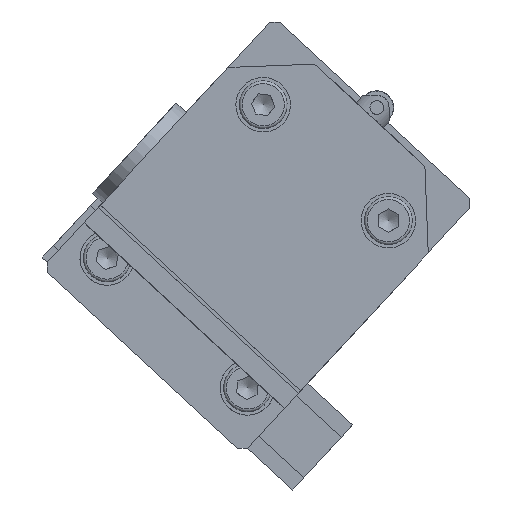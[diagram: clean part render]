
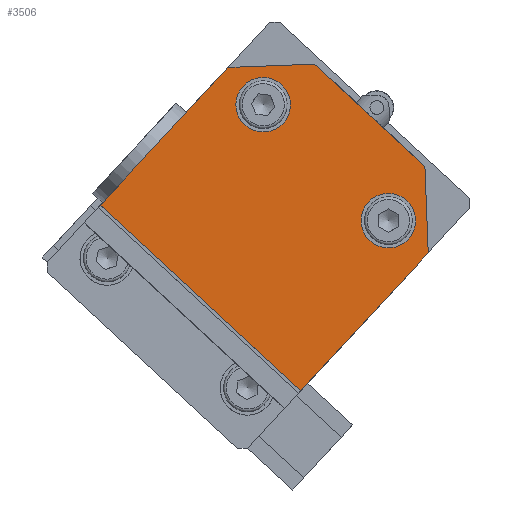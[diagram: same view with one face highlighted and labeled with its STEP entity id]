
A CAD part, left-side view. The second image highlights one B-rep face of the part: STEP entity #3506.
In plain terms, the highlighted planar face has unit normal (-1, 0, 0).
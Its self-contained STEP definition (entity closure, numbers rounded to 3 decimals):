
#215=LINE('',#5790,#449);
#219=LINE('',#5799,#453);
#223=LINE('',#5808,#457);
#227=LINE('',#5815,#461);
#229=LINE('',#5818,#463);
#230=LINE('',#5819,#464);
#449=VECTOR('',#4598,12.728);
#453=VECTOR('',#4604,40.);
#457=VECTOR('',#4610,12.728);
#461=VECTOR('',#4616,22.);
#463=VECTOR('',#4620,27.5);
#464=VECTOR('',#4621,27.5);
#658=PLANE('',#3837);
#766=FACE_BOUND('',#1237,.T.);
#767=FACE_BOUND('',#1238,.T.);
#953=FACE_OUTER_BOUND('',#1236,.T.);
#1236=EDGE_LOOP('',(#2793,#2794,#2795,#2796,#2797,#2798));
#1237=EDGE_LOOP('',(#2799));
#1238=EDGE_LOOP('',(#2800));
#1441=CIRCLE('',#3828,4.);
#1443=CIRCLE('',#3832,4.);
#1692=VERTEX_POINT('',#5779);
#1694=VERTEX_POINT('',#5785);
#1695=VERTEX_POINT('',#5788);
#1696=VERTEX_POINT('',#5789);
#1699=VERTEX_POINT('',#5797);
#1700=VERTEX_POINT('',#5798);
#1703=VERTEX_POINT('',#5806);
#1704=VERTEX_POINT('',#5807);
#2080=EDGE_CURVE('',#1692,#1692,#1441,.T.);
#2082=EDGE_CURVE('',#1694,#1694,#1443,.T.);
#2083=EDGE_CURVE('',#1695,#1696,#215,.T.);
#2087=EDGE_CURVE('',#1699,#1700,#219,.T.);
#2091=EDGE_CURVE('',#1703,#1704,#223,.T.);
#2095=EDGE_CURVE('',#1704,#1695,#227,.T.);
#2097=EDGE_CURVE('',#1700,#1703,#229,.T.);
#2098=EDGE_CURVE('',#1696,#1699,#230,.T.);
#2793=ORIENTED_EDGE('',*,*,#2083,.F.);
#2794=ORIENTED_EDGE('',*,*,#2095,.F.);
#2795=ORIENTED_EDGE('',*,*,#2091,.F.);
#2796=ORIENTED_EDGE('',*,*,#2097,.F.);
#2797=ORIENTED_EDGE('',*,*,#2087,.F.);
#2798=ORIENTED_EDGE('',*,*,#2098,.F.);
#2799=ORIENTED_EDGE('',*,*,#2080,.T.);
#2800=ORIENTED_EDGE('',*,*,#2082,.T.);
#3506=ADVANCED_FACE('',(#953,#766,#767),#658,.T.);
#3828=AXIS2_PLACEMENT_3D('',#5780,#4586,#4587);
#3832=AXIS2_PLACEMENT_3D('',#5786,#4594,#4595);
#3837=AXIS2_PLACEMENT_3D('',#5817,#4618,#4619);
#4586=DIRECTION('center_axis',(1.,0.,0.));
#4587=DIRECTION('ref_axis',(0.,-0.734,-0.68));
#4594=DIRECTION('center_axis',(1.,0.,0.));
#4595=DIRECTION('ref_axis',(0.,-0.734,-0.68));
#4598=DIRECTION('',(0.,-0.038,-0.999));
#4604=DIRECTION('',(0.,0.734,0.68));
#4610=DIRECTION('',(0.,-0.999,0.038));
#4616=DIRECTION('',(0.,-0.734,-0.68));
#4618=DIRECTION('center_axis',(-1.,0.,0.));
#4619=DIRECTION('ref_axis',(0.,-0.734,-0.68));
#4620=DIRECTION('',(0.,-0.68,0.734));
#4621=DIRECTION('',(0.,0.68,-0.734));
#5779=CARTESIAN_POINT('',(-338.411,-254.602,151.798));
#5780=CARTESIAN_POINT('Origin',(-338.411,-251.667,154.516));
#5785=CARTESIAN_POINT('',(-338.411,-236.261,168.787));
#5786=CARTESIAN_POINT('Origin',(-338.411,-233.327,171.505));
#5788=CARTESIAN_POINT('',(-338.411,-257.023,162.505));
#5789=CARTESIAN_POINT('',(-338.411,-257.509,149.786));
#5790=CARTESIAN_POINT('',(-338.411,-257.023,162.505));
#5797=CARTESIAN_POINT('',(-338.411,-238.822,129.612));
#5798=CARTESIAN_POINT('',(-338.411,-209.477,156.794));
#5799=CARTESIAN_POINT('',(-338.411,-238.822,129.612));
#5806=CARTESIAN_POINT('',(-338.411,-228.164,176.968));
#5807=CARTESIAN_POINT('',(-338.411,-240.883,177.455));
#5808=CARTESIAN_POINT('',(-338.411,-228.164,176.968));
#5815=CARTESIAN_POINT('',(-338.411,-248.953,169.98));
#5817=CARTESIAN_POINT('Origin',(-338.411,-235.473,155.427));
#5818=CARTESIAN_POINT('',(-338.411,-209.477,156.794));
#5819=CARTESIAN_POINT('',(-338.411,-257.509,149.786));
